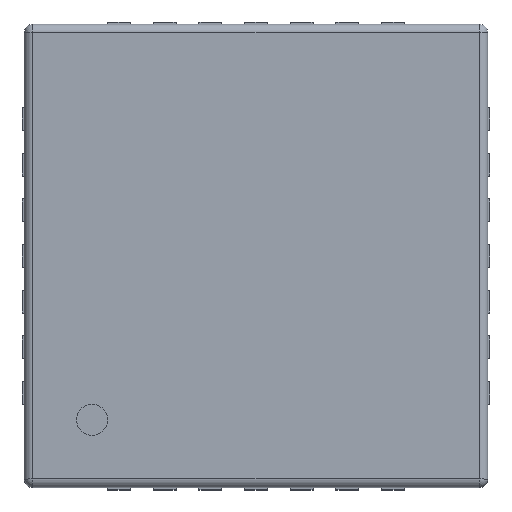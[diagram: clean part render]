
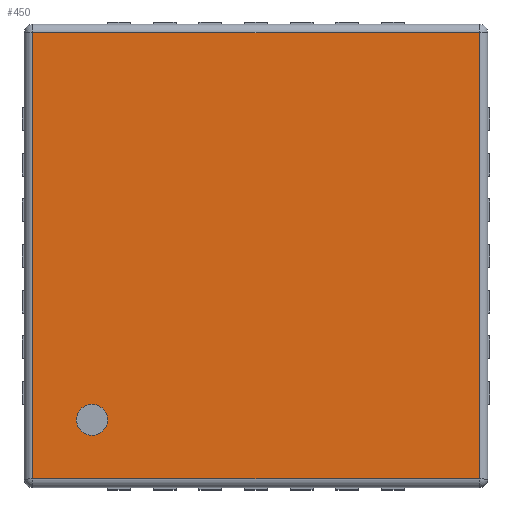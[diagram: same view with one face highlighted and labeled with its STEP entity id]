
A CAD part, top view. The second image highlights one B-rep face of the part: STEP entity #450.
In plain terms, the highlighted planar face has unit normal (0, 0, 1).
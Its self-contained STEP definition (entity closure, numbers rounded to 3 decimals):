
#450=ADVANCED_FACE('',(#2447,#2449),#2451,.T.);
#2447=FACE_BOUND('',#2448,.T.);
#2448=EDGE_LOOP('',(#3972,#3973,#3974,#3975));
#2449=FACE_BOUND('',#2450,.T.);
#2450=EDGE_LOOP('',(#3976));
#2451=PLANE('',#2452);
#2452=AXIS2_PLACEMENT_3D('',#2453,#2454,#2455);
#2453=CARTESIAN_POINT('',(0.,0.,0.8));
#2454=DIRECTION('',(0.,0.,1.));
#2455=DIRECTION('',(1.,0.,0.));
#3972=ORIENTED_EDGE('',*,*,#4882,.T.);
#3973=ORIENTED_EDGE('',*,*,#4883,.T.);
#3974=ORIENTED_EDGE('',*,*,#4884,.T.);
#3975=ORIENTED_EDGE('',*,*,#4885,.T.);
#3976=ORIENTED_EDGE('',*,*,#4881,.F.);
#4881=EDGE_CURVE('',#5422,#5422,#5423,.T.);
#4882=EDGE_CURVE('',#5424,#5425,#5426,.T.);
#4883=EDGE_CURVE('',#5425,#5427,#5428,.T.);
#4884=EDGE_CURVE('',#5427,#5429,#5430,.T.);
#4885=EDGE_CURVE('',#5429,#5424,#5431,.T.);
#5422=VERTEX_POINT('',#6554);
#5423=CIRCLE('',#6555,0.137);
#5424=VERTEX_POINT('',#6559);
#5425=VERTEX_POINT('',#6560);
#5426=LINE('',#6561,#6562);
#5427=VERTEX_POINT('',#6564);
#5428=LINE('',#6565,#6566);
#5429=VERTEX_POINT('',#6568);
#5430=LINE('',#6569,#6570);
#5431=LINE('',#6572,#6573);
#6554=CARTESIAN_POINT('',(-1.3,-1.437,0.8));
#6555=AXIS2_PLACEMENT_3D('',#6556,#6557,#6558);
#6556=CARTESIAN_POINT('',(-1.437,-1.437,0.8));
#6557=DIRECTION('',(0.,0.,1.));
#6558=DIRECTION('',(1.,0.,0.));
#6559=CARTESIAN_POINT('',(1.955,1.955,0.8));
#6560=CARTESIAN_POINT('',(-1.955,1.955,0.8));
#6561=CARTESIAN_POINT('',(1.955,1.955,0.8));
#6562=VECTOR('',#6563,1.);
#6563=DIRECTION('',(-1.,0.,0.));
#6564=CARTESIAN_POINT('',(-1.955,-1.955,0.8));
#6565=CARTESIAN_POINT('',(-1.955,1.955,0.8));
#6566=VECTOR('',#6567,1.);
#6567=DIRECTION('',(0.,-1.,0.));
#6568=CARTESIAN_POINT('',(1.955,-1.955,0.8));
#6569=CARTESIAN_POINT('',(-1.955,-1.955,0.8));
#6570=VECTOR('',#6571,1.);
#6571=DIRECTION('',(1.,0.,0.));
#6572=CARTESIAN_POINT('',(1.955,-1.955,0.8));
#6573=VECTOR('',#6574,1.);
#6574=DIRECTION('',(0.,1.,0.));
